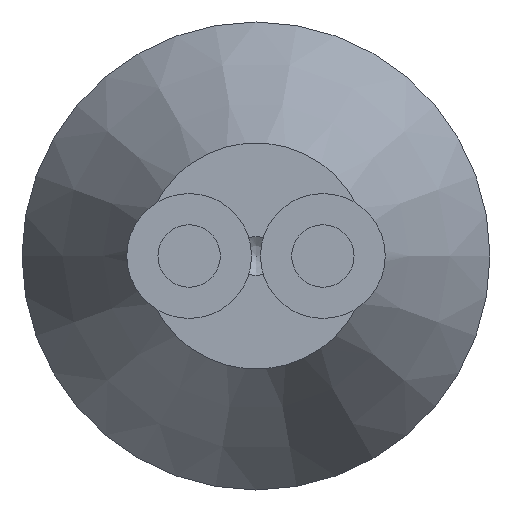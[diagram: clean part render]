
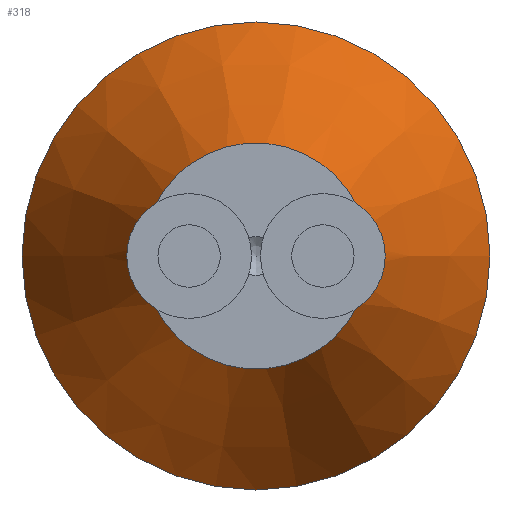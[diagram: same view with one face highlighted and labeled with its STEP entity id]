
A CAD part, left-side view. The second image highlights one B-rep face of the part: STEP entity #318.
In plain terms, the highlighted conical face has half-angle 26.429 degrees and reference radius 2.225 mm.
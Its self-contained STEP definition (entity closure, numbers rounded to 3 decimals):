
#25=CONICAL_SURFACE('',#372,2.225,0.461);
#50=FACE_OUTER_BOUND('',#74,.T.);
#74=EDGE_LOOP('',(#240,#241,#242,#243,#244,#245,#246,#247,#248,#249,#250,
#251));
#96=LINE('',#566,#105);
#105=VECTOR('',#449,2.225);
#117=CIRCLE('',#366,1.451);
#120=CIRCLE('',#373,1.45);
#121=CIRCLE('',#374,1.451);
#122=CIRCLE('',#375,3.);
#123=CIRCLE('',#376,1.451);
#124=CIRCLE('',#377,1.45);
#141=B_SPLINE_CURVE_WITH_KNOTS('',3,(#521,#522,#523,#524),.UNSPECIFIED.,
 .F.,.F.,(4,4),(0.375,0.376),.UNSPECIFIED.);
#142=B_SPLINE_CURVE_WITH_KNOTS('',3,(#533,#534,#535,#536),.UNSPECIFIED.,
 .F.,.F.,(4,4),(0.399,0.399),.UNSPECIFIED.);
#143=B_SPLINE_CURVE_WITH_KNOTS('',3,(#559,#560,#561,#562),.UNSPECIFIED.,
 .F.,.F.,(4,4),(0.207,0.208),.UNSPECIFIED.);
#144=B_SPLINE_CURVE_WITH_KNOTS('',3,(#571,#572,#573,#574),.UNSPECIFIED.,
 .F.,.F.,(4,4),(0.23,0.231),.UNSPECIFIED.);
#145=VERTEX_POINT('',#519);
#146=VERTEX_POINT('',#520);
#149=VERTEX_POINT('',#530);
#150=VERTEX_POINT('',#532);
#155=VERTEX_POINT('',#556);
#156=VERTEX_POINT('',#558);
#157=VERTEX_POINT('',#563);
#158=VERTEX_POINT('',#565);
#159=VERTEX_POINT('',#568);
#160=VERTEX_POINT('',#570);
#174=EDGE_CURVE('',#145,#146,#141,.T.);
#179=EDGE_CURVE('',#150,#149,#142,.T.);
#184=EDGE_CURVE('',#146,#150,#117,.T.);
#188=EDGE_CURVE('',#155,#149,#120,.T.);
#189=EDGE_CURVE('',#155,#156,#143,.T.);
#190=EDGE_CURVE('',#156,#157,#121,.T.);
#191=EDGE_CURVE('',#157,#158,#96,.T.);
#192=EDGE_CURVE('',#158,#158,#122,.T.);
#193=EDGE_CURVE('',#157,#159,#123,.T.);
#194=EDGE_CURVE('',#159,#160,#144,.T.);
#195=EDGE_CURVE('',#145,#160,#124,.T.);
#240=ORIENTED_EDGE('',*,*,#174,.T.);
#241=ORIENTED_EDGE('',*,*,#184,.T.);
#242=ORIENTED_EDGE('',*,*,#179,.T.);
#243=ORIENTED_EDGE('',*,*,#188,.F.);
#244=ORIENTED_EDGE('',*,*,#189,.T.);
#245=ORIENTED_EDGE('',*,*,#190,.T.);
#246=ORIENTED_EDGE('',*,*,#191,.T.);
#247=ORIENTED_EDGE('',*,*,#192,.T.);
#248=ORIENTED_EDGE('',*,*,#191,.F.);
#249=ORIENTED_EDGE('',*,*,#193,.T.);
#250=ORIENTED_EDGE('',*,*,#194,.T.);
#251=ORIENTED_EDGE('',*,*,#195,.F.);
#318=ADVANCED_FACE('',(#50),#25,.T.);
#366=AXIS2_PLACEMENT_3D('',#546,#430,#431);
#372=AXIS2_PLACEMENT_3D('',#555,#443,#444);
#373=AXIS2_PLACEMENT_3D('',#557,#445,#446);
#374=AXIS2_PLACEMENT_3D('',#564,#447,#448);
#375=AXIS2_PLACEMENT_3D('',#567,#450,#451);
#376=AXIS2_PLACEMENT_3D('',#569,#452,#453);
#377=AXIS2_PLACEMENT_3D('',#575,#454,#455);
#430=DIRECTION('center_axis',(1.,0.,0.));
#431=DIRECTION('ref_axis',(0.,1.,0.));
#443=DIRECTION('center_axis',(1.,0.,0.));
#444=DIRECTION('ref_axis',(0.,1.,0.));
#445=DIRECTION('center_axis',(-1.,0.,0.));
#446=DIRECTION('ref_axis',(0.,0.,1.));
#447=DIRECTION('center_axis',(1.,0.,0.));
#448=DIRECTION('ref_axis',(0.,1.,0.));
#449=DIRECTION('',(0.895,-0.445,0.));
#450=DIRECTION('center_axis',(-1.,0.,0.));
#451=DIRECTION('ref_axis',(0.,0.,1.));
#452=DIRECTION('center_axis',(1.,0.,0.));
#453=DIRECTION('ref_axis',(0.,1.,0.));
#454=DIRECTION('center_axis',(-1.,0.,0.));
#455=DIRECTION('ref_axis',(0.,0.,1.));
#519=CARTESIAN_POINT('',(3.4,1.445,-0.123));
#520=CARTESIAN_POINT('',(3.402,1.447,-0.114));
#521=CARTESIAN_POINT('Ctrl Pts',(3.4,1.445,-0.123));
#522=CARTESIAN_POINT('Ctrl Pts',(3.401,1.445,-0.12));
#523=CARTESIAN_POINT('Ctrl Pts',(3.401,1.446,-0.117));
#524=CARTESIAN_POINT('Ctrl Pts',(3.402,1.447,-0.114));
#530=CARTESIAN_POINT('',(3.4,1.445,0.123));
#532=CARTESIAN_POINT('',(3.402,1.447,0.114));
#533=CARTESIAN_POINT('Ctrl Pts',(3.402,1.447,0.114));
#534=CARTESIAN_POINT('Ctrl Pts',(3.401,1.446,0.117));
#535=CARTESIAN_POINT('Ctrl Pts',(3.401,1.445,0.12));
#536=CARTESIAN_POINT('Ctrl Pts',(3.4,1.445,0.123));
#546=CARTESIAN_POINT('Origin',(3.402,0.,0.));
#555=CARTESIAN_POINT('Origin',(4.959,0.,0.));
#556=CARTESIAN_POINT('',(3.4,-1.445,0.123));
#557=CARTESIAN_POINT('Origin',(3.4,0.,0.));
#558=CARTESIAN_POINT('',(3.402,-1.447,0.114));
#559=CARTESIAN_POINT('Ctrl Pts',(3.4,-1.445,0.123));
#560=CARTESIAN_POINT('Ctrl Pts',(3.401,-1.445,0.12));
#561=CARTESIAN_POINT('Ctrl Pts',(3.401,-1.446,0.117));
#562=CARTESIAN_POINT('Ctrl Pts',(3.402,-1.447,0.114));
#563=CARTESIAN_POINT('',(3.402,-1.451,0.));
#564=CARTESIAN_POINT('Origin',(3.402,0.,0.));
#565=CARTESIAN_POINT('',(6.518,-3.,0.));
#566=CARTESIAN_POINT('',(4.959,-2.225,0.));
#567=CARTESIAN_POINT('Origin',(6.518,0.,0.));
#568=CARTESIAN_POINT('',(3.402,-1.447,-0.114));
#569=CARTESIAN_POINT('Origin',(3.402,0.,0.));
#570=CARTESIAN_POINT('',(3.4,-1.445,-0.123));
#571=CARTESIAN_POINT('Ctrl Pts',(3.402,-1.447,-0.114));
#572=CARTESIAN_POINT('Ctrl Pts',(3.401,-1.446,-0.117));
#573=CARTESIAN_POINT('Ctrl Pts',(3.401,-1.445,-0.12));
#574=CARTESIAN_POINT('Ctrl Pts',(3.4,-1.445,-0.123));
#575=CARTESIAN_POINT('Origin',(3.4,0.,0.));
